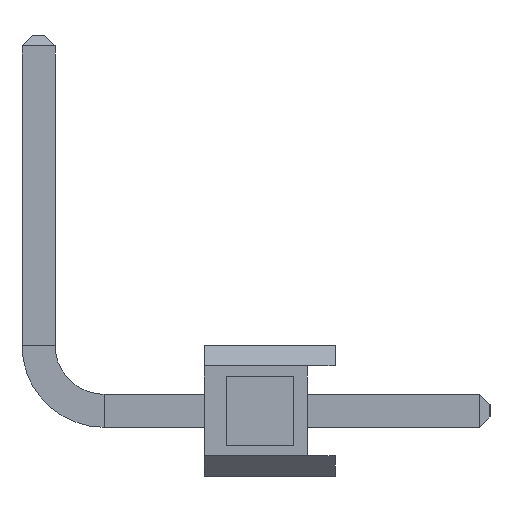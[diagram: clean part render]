
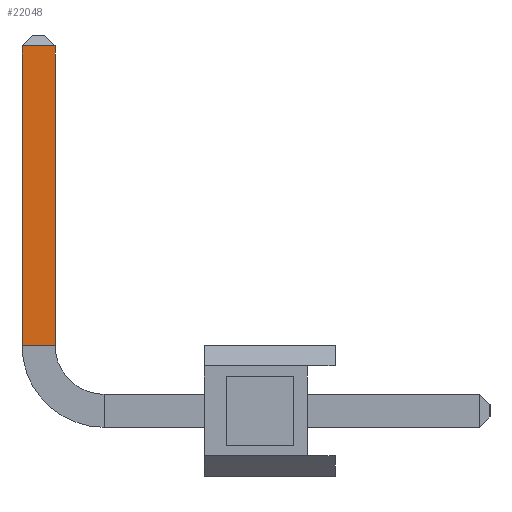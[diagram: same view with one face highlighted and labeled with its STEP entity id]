
A CAD part, left-side view. The second image highlights one B-rep face of the part: STEP entity #22048.
In plain terms, the highlighted planar face has unit normal (-1, 0, 0).
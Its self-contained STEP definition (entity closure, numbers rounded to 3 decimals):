
#685 = AXIS2_PLACEMENT_3D ( 'NONE', #27745, #24265, #31068 ) ;
#1958 = VERTEX_POINT ( 'NONE', #26566 ) ;
#8369 = EDGE_CURVE ( 'NONE', #42770, #1958, #22523, .T. ) ;
#14292 = FACE_OUTER_BOUND ( 'NONE', #28529, .T. ) ;
#15012 = CARTESIAN_POINT ( 'NONE',  ( -0.32, 6.07, 1.27 ) ) ;
#16034 = CARTESIAN_POINT ( 'NONE',  ( -0.32, 5.43, 7.07 ) ) ;
#17823 = EDGE_CURVE ( 'NONE', #34843, #22166, #19007, .T. ) ;
#19007 = LINE ( 'NONE', #34674, #42040 ) ;
#20275 = DIRECTION ( 'NONE',  ( 0., 0., 1. ) ) ;
#22048 = ADVANCED_FACE ( 'NONE', ( #14292 ), #23937, .T. ) ;
#22166 = VERTEX_POINT ( 'NONE', #24760 ) ;
#22523 = LINE ( 'NONE', #41450, #46799 ) ;
#23190 = ORIENTED_EDGE ( 'NONE', *, *, #29451, .F. ) ;
#23396 = ORIENTED_EDGE ( 'NONE', *, *, #8369, .T. ) ;
#23937 = PLANE ( 'NONE',  #685 ) ;
#24265 = DIRECTION ( 'NONE',  ( -1., 0., 0. ) ) ;
#24760 = CARTESIAN_POINT ( 'NONE',  ( -0.32, 5.43, 1.27 ) ) ;
#25490 = LINE ( 'NONE', #38397, #43263 ) ;
#26566 = CARTESIAN_POINT ( 'NONE',  ( -0.32, 6.07, 7.07 ) ) ;
#27310 = DIRECTION ( 'NONE',  ( 0., 0., 1. ) ) ;
#27745 = CARTESIAN_POINT ( 'NONE',  ( -0.32, 6.07, 1.27 ) ) ;
#28529 = EDGE_LOOP ( 'NONE', ( #30097, #23396, #23190, #45563 ) ) ;
#29451 = EDGE_CURVE ( 'NONE', #34843, #1958, #25490, .T. ) ;
#30097 = ORIENTED_EDGE ( 'NONE', *, *, #37721, .T. ) ;
#30304 = LINE ( 'NONE', #30518, #39215 ) ;
#30518 = CARTESIAN_POINT ( 'NONE',  ( -0.32, 5.43, 1.27 ) ) ;
#31068 = DIRECTION ( 'NONE',  ( 0., -1., 0. ) ) ;
#34674 = CARTESIAN_POINT ( 'NONE',  ( -0.32, 6.07, 1.27 ) ) ;
#34843 = VERTEX_POINT ( 'NONE', #15012 ) ;
#37721 = EDGE_CURVE ( 'NONE', #22166, #42770, #30304, .T. ) ;
#38143 = DIRECTION ( 'NONE',  ( 0., -1., 0. ) ) ;
#38397 = CARTESIAN_POINT ( 'NONE',  ( -0.32, 6.07, 1.27 ) ) ;
#39215 = VECTOR ( 'NONE', #20275, 1000. ) ;
#40965 = DIRECTION ( 'NONE',  ( 0., 1., 0. ) ) ;
#41450 = CARTESIAN_POINT ( 'NONE',  ( -0.32, 6.07, 7.07 ) ) ;
#42040 = VECTOR ( 'NONE', #38143, 1000. ) ;
#42770 = VERTEX_POINT ( 'NONE', #16034 ) ;
#43263 = VECTOR ( 'NONE', #27310, 1000. ) ;
#45563 = ORIENTED_EDGE ( 'NONE', *, *, #17823, .T. ) ;
#46799 = VECTOR ( 'NONE', #40965, 1000. ) ;
